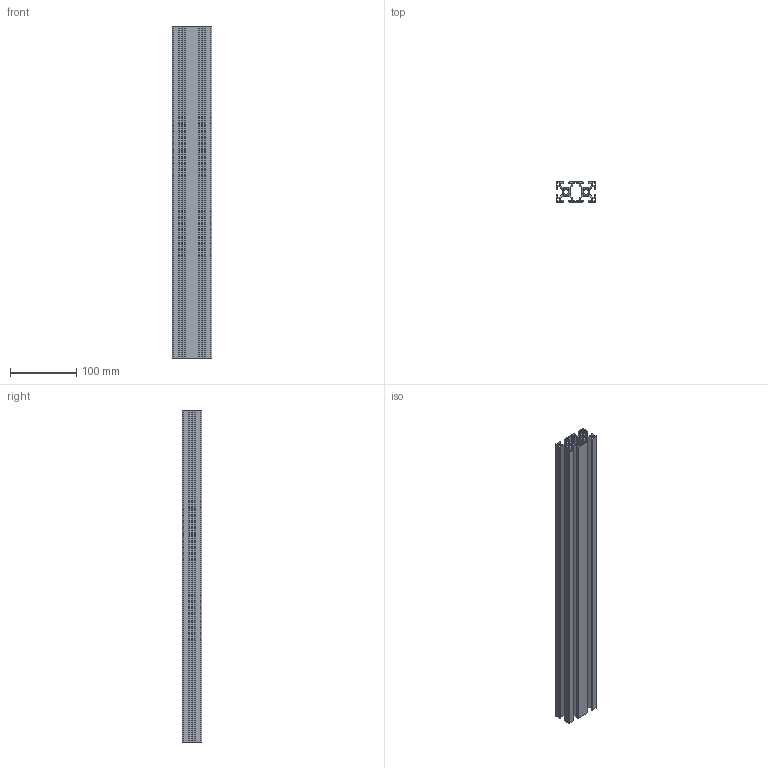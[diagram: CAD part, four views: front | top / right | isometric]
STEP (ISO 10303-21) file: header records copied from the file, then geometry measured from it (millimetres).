
FILE_DESCRIPTION (( 'STEP AP203' ), '1' );
FILE_NAME ('8 30X60.STEP', '2012-06-01T07:44:14', ( 'alle' ), ( 'Hewlett-Packard Company' ), 'SwSTEP 2.0', 'SolidWorks 2011', '' );
FILE_SCHEMA (( 'CONFIG_CONTROL_DESIGN' ));
Length unit declared in the file: millimetre
Products named in the file (1): M ATP B8 3060
Bounding box: 60 x 30 x 500 mm (x, y, z)
Volume: 276420.2 mm3; surface area: 282200.2 mm2
Topology: 1 solids, 1 shells, 293 faces, 873 edges, 582 vertices
Faces by surface type: plane 152, cylinder 141
Entity records: 10014 total; most frequent: CARTESIAN_POINT 1749, ORIENTED_EDGE 1746, DIRECTION 1743, EDGE_CURVE 873, VECTOR 591, LINE 591, VERTEX_POINT 582, AXIS2_PLACEMENT_3D 576
